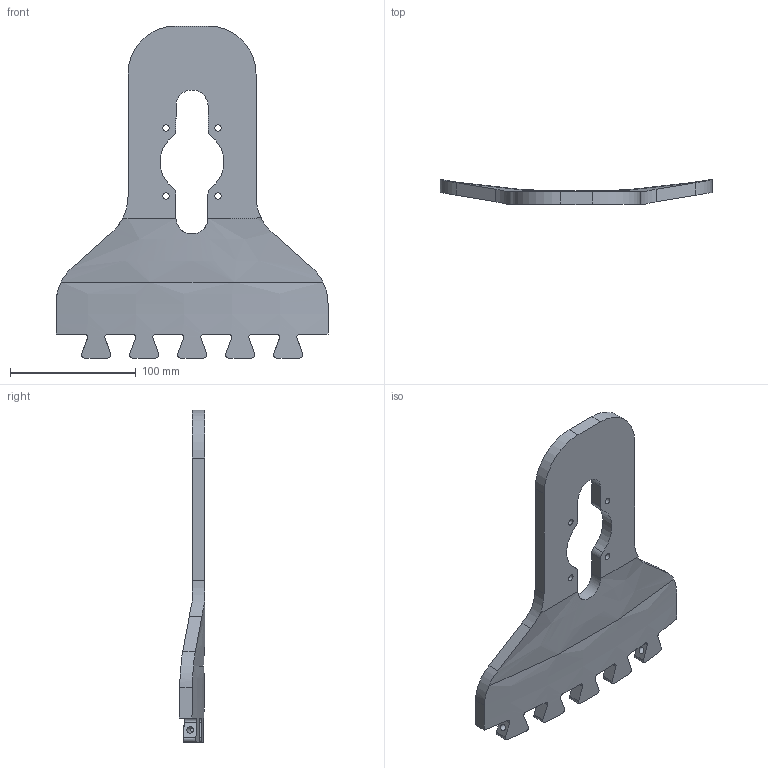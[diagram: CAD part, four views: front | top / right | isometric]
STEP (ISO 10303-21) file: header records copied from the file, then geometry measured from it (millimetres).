
FILE_DESCRIPTION(/* description */ (''),/* implementation_level */ '2;1');
FILE_NAME(/* name */ 'nose.stp',/* time_stamp */ '2024-03-27T00:03:19-07:00',/* author */ ('devan'),/* organization */ (''),/* preprocessor_version */ 'ST-DEVELOPER v20',/* originating_system */ 'Autodesk Inventor 2024',/* authorisation */ '');
FILE_SCHEMA (('AUTOMOTIVE_DESIGN { 1 0 10303 214 3 1 1 }'));
Length unit declared in the file: inch
Products named in the file (1): 36
Bounding box: 215.9 x 20.04 x 263.52 mm (x, y, z)
Volume: 298829.6 mm3; surface area: 74348.7 mm2
Topology: 1 solids, 1 shells, 78 faces, 234 edges, 156 vertices
Faces by surface type: cylinder 40, plane 34, torus 2, bspline 2
Full cylindrical faces by diameter (mm): 5 x6
Entity records: 3604 total; most frequent: CARTESIAN_POINT 1594, ORIENTED_EDGE 468, DIRECTION 324, EDGE_CURVE 234, VERTEX_POINT 156, AXIS2_PLACEMENT_3D 115, B_SPLINE_CURVE_WITH_KNOTS 102, LINE 94
